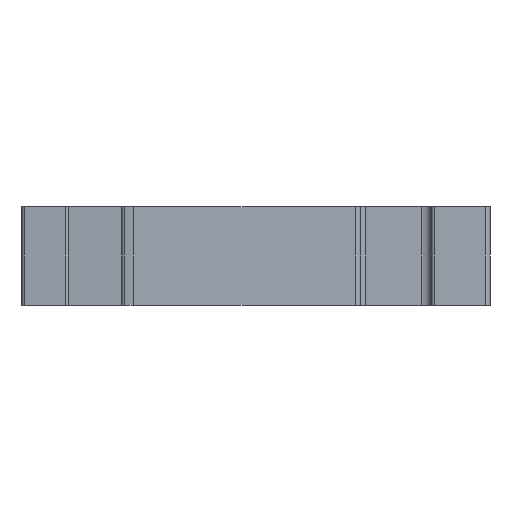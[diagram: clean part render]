
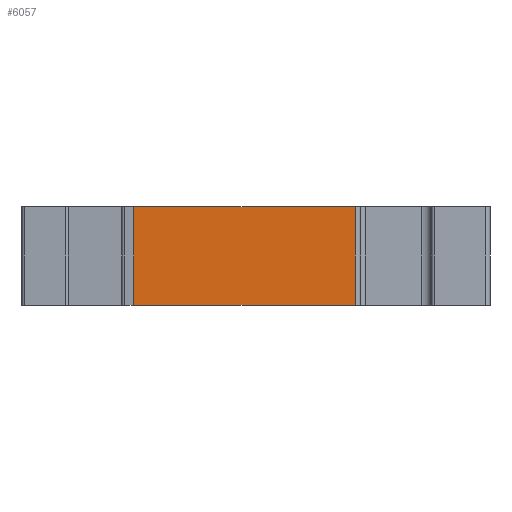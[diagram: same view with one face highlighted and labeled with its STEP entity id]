
A CAD part, left-side view. The second image highlights one B-rep face of the part: STEP entity #6057.
In plain terms, the highlighted planar face has unit normal (-1, 0, 0).
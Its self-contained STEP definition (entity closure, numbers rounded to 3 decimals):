
#524=DIRECTION('',(0.,1.,0.));
#525=VECTOR('',#524,22.757);
#526=CARTESIAN_POINT('',(-55.,7.8,4.85));
#527=LINE('',#526,#525);
#881=DIRECTION('',(0.,0.,1.));
#882=VECTOR('',#881,10.1);
#883=CARTESIAN_POINT('',(-55.,7.8,-5.25));
#884=LINE('',#883,#882);
#885=DIRECTION('',(0.,1.,0.));
#886=VECTOR('',#885,22.757);
#887=CARTESIAN_POINT('',(-55.,7.8,-5.25));
#888=LINE('',#887,#886);
#889=DIRECTION('',(0.,0.,-1.));
#890=VECTOR('',#889,10.1);
#891=CARTESIAN_POINT('',(-55.,30.557,4.85));
#892=LINE('',#891,#890);
#4129=CARTESIAN_POINT('',(-55.,30.557,-5.25));
#4130=VERTEX_POINT('',#4129);
#4131=CARTESIAN_POINT('',(-55.,7.8,-5.25));
#4132=VERTEX_POINT('',#4131);
#4303=CARTESIAN_POINT('',(-55.,7.8,4.85));
#4304=VERTEX_POINT('',#4303);
#4305=CARTESIAN_POINT('',(-55.,30.557,4.85));
#4306=VERTEX_POINT('',#4305);
#6045=CARTESIAN_POINT('',(-55.,42.,4.85));
#6046=DIRECTION('',(-1.,0.,0.));
#6047=DIRECTION('',(0.,-1.,0.));
#6048=AXIS2_PLACEMENT_3D('',#6045,#6046,#6047);
#6049=PLANE('',#6048);
#6050=ORIENTED_EDGE('',*,*,#6040,.F.);
#6051=ORIENTED_EDGE('',*,*,#5297,.T.);
#6053=ORIENTED_EDGE('',*,*,#6052,.F.);
#6054=ORIENTED_EDGE('',*,*,#5514,.F.);
#6055=EDGE_LOOP('',(#6050,#6051,#6053,#6054));
#6056=FACE_OUTER_BOUND('',#6055,.F.);
#6057=ADVANCED_FACE('',(#6056),#6049,.T.);
#5297=EDGE_CURVE('',#4132,#4130,#888,.T.);
#5514=EDGE_CURVE('',#4304,#4306,#527,.T.);
#6040=EDGE_CURVE('',#4132,#4304,#884,.T.);
#6052=EDGE_CURVE('',#4306,#4130,#892,.T.);
